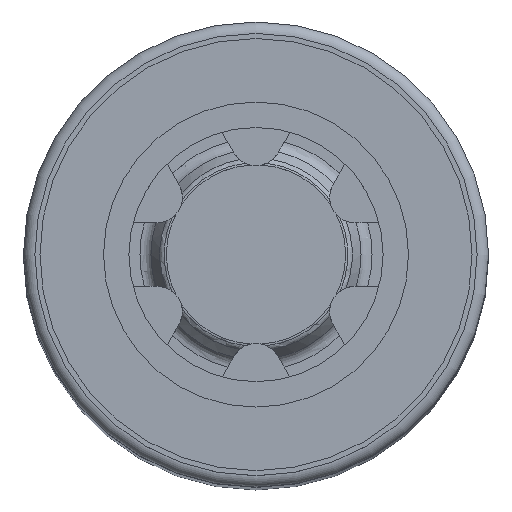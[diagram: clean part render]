
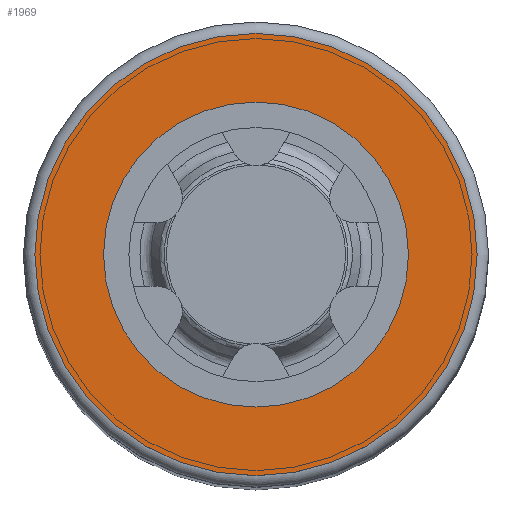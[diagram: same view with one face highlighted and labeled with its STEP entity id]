
A CAD part, top view. The second image highlights one B-rep face of the part: STEP entity #1969.
In plain terms, the highlighted planar face has unit normal (0, 0, 1).
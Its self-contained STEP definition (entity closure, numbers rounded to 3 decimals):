
#36=FACE_BOUND('',#362,.T.);
#66=PLANE('',#2236);
#241=FACE_OUTER_BOUND('',#361,.T.);
#361=EDGE_LOOP('',(#1824));
#362=EDGE_LOOP('',(#1825));
#488=CIRCLE('',#2210,6.);
#489=CIRCLE('',#2212,8.7);
#911=VERTEX_POINT('',#4036);
#912=VERTEX_POINT('',#4040);
#1205=EDGE_CURVE('',#911,#911,#488,.T.);
#1206=EDGE_CURVE('',#912,#912,#489,.T.);
#1824=ORIENTED_EDGE('',*,*,#1206,.T.);
#1825=ORIENTED_EDGE('',*,*,#1205,.F.);
#1969=ADVANCED_FACE('',(#241,#36),#66,.F.);
#2210=AXIS2_PLACEMENT_3D('',#4038,#2745,#2746);
#2212=AXIS2_PLACEMENT_3D('',#4041,#2749,#2750);
#2236=AXIS2_PLACEMENT_3D('',#4079,#2801,#2802);
#2745=DIRECTION('center_axis',(0.,0.,1.));
#2746=DIRECTION('ref_axis',(1.,0.,0.));
#2749=DIRECTION('center_axis',(0.,0.,1.));
#2750=DIRECTION('ref_axis',(1.,0.,0.));
#2801=DIRECTION('center_axis',(0.,0.,-1.));
#2802=DIRECTION('ref_axis',(-1.,0.,0.));
#4036=CARTESIAN_POINT('',(-6.,0.,32.15));
#4038=CARTESIAN_POINT('Origin',(0.,0.,32.15));
#4040=CARTESIAN_POINT('',(-8.7,0.,32.15));
#4041=CARTESIAN_POINT('Origin',(0.,0.,32.15));
#4079=CARTESIAN_POINT('Origin',(0.,6.,32.15));
